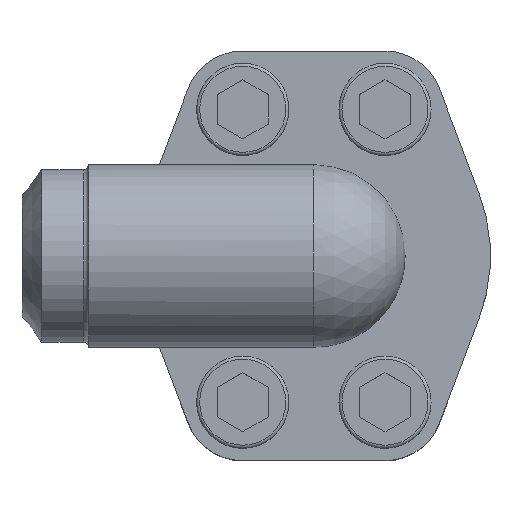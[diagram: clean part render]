
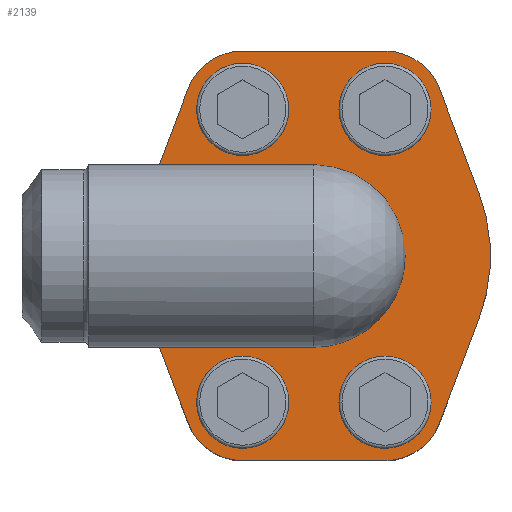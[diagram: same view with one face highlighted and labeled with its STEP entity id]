
A CAD part, top view. The second image highlights one B-rep face of the part: STEP entity #2139.
In plain terms, the highlighted planar face has unit normal (0, 0, 1).
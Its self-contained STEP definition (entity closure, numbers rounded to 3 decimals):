
#52=LINE('',#2972,#152);
#53=LINE('',#2974,#153);
#54=LINE('',#2978,#154);
#55=LINE('',#2982,#155);
#56=LINE('',#2986,#156);
#57=LINE('',#2990,#157);
#58=LINE('',#2994,#158);
#59=LINE('',#2996,#159);
#152=VECTOR('',#2492,1000.);
#153=VECTOR('',#2493,1000.);
#154=VECTOR('',#2496,1000.);
#155=VECTOR('',#2499,1000.);
#156=VECTOR('',#2502,1000.);
#157=VECTOR('',#2505,1000.);
#158=VECTOR('',#2508,1000.);
#159=VECTOR('',#2509,1000.);
#246=PLANE('',#2267);
#333=ORIENTED_EDGE('',*,*,#687,.F.);
#334=ORIENTED_EDGE('',*,*,#688,.F.);
#335=ORIENTED_EDGE('',*,*,#689,.F.);
#336=ORIENTED_EDGE('',*,*,#690,.F.);
#337=ORIENTED_EDGE('',*,*,#691,.F.);
#338=ORIENTED_EDGE('',*,*,#692,.T.);
#339=ORIENTED_EDGE('',*,*,#693,.T.);
#340=ORIENTED_EDGE('',*,*,#694,.T.);
#341=ORIENTED_EDGE('',*,*,#695,.T.);
#342=ORIENTED_EDGE('',*,*,#696,.T.);
#343=ORIENTED_EDGE('',*,*,#697,.T.);
#344=ORIENTED_EDGE('',*,*,#698,.T.);
#345=ORIENTED_EDGE('',*,*,#699,.T.);
#346=ORIENTED_EDGE('',*,*,#700,.T.);
#347=ORIENTED_EDGE('',*,*,#701,.T.);
#348=ORIENTED_EDGE('',*,*,#702,.T.);
#349=ORIENTED_EDGE('',*,*,#703,.T.);
#350=ORIENTED_EDGE('',*,*,#704,.T.);
#687=EDGE_CURVE('',#865,#865,#994,.T.);
#688=EDGE_CURVE('',#866,#866,#995,.T.);
#689=EDGE_CURVE('',#867,#867,#996,.T.);
#690=EDGE_CURVE('',#868,#868,#997,.T.);
#691=EDGE_CURVE('',#869,#870,#998,.T.);
#692=EDGE_CURVE('',#869,#871,#52,.F.);
#693=EDGE_CURVE('',#871,#872,#53,.T.);
#694=EDGE_CURVE('',#872,#873,#999,.T.);
#695=EDGE_CURVE('',#873,#874,#54,.T.);
#696=EDGE_CURVE('',#874,#875,#1000,.T.);
#697=EDGE_CURVE('',#875,#876,#55,.T.);
#698=EDGE_CURVE('',#876,#877,#1001,.T.);
#699=EDGE_CURVE('',#877,#878,#56,.T.);
#700=EDGE_CURVE('',#878,#879,#1002,.T.);
#701=EDGE_CURVE('',#879,#880,#57,.T.);
#702=EDGE_CURVE('',#880,#881,#1003,.T.);
#703=EDGE_CURVE('',#881,#882,#58,.T.);
#704=EDGE_CURVE('',#882,#870,#59,.T.);
#865=VERTEX_POINT('',#2962);
#866=VERTEX_POINT('',#2964);
#867=VERTEX_POINT('',#2966);
#868=VERTEX_POINT('',#2968);
#869=VERTEX_POINT('',#2970);
#870=VERTEX_POINT('',#2971);
#871=VERTEX_POINT('',#2973);
#872=VERTEX_POINT('',#2975);
#873=VERTEX_POINT('',#2977);
#874=VERTEX_POINT('',#2979);
#875=VERTEX_POINT('',#2981);
#876=VERTEX_POINT('',#2983);
#877=VERTEX_POINT('',#2985);
#878=VERTEX_POINT('',#2987);
#879=VERTEX_POINT('',#2989);
#880=VERTEX_POINT('',#2991);
#881=VERTEX_POINT('',#2993);
#882=VERTEX_POINT('',#2995);
#994=CIRCLE('',#2268,9.);
#995=CIRCLE('',#2269,9.);
#996=CIRCLE('',#2270,9.);
#997=CIRCLE('',#2271,9.);
#998=CIRCLE('',#2272,16.85);
#999=CIRCLE('',#2273,11.4);
#1000=CIRCLE('',#2274,11.4);
#1001=CIRCLE('',#2275,34.5);
#1002=CIRCLE('',#2276,11.4);
#1003=CIRCLE('',#2277,11.4);
#1065=EDGE_LOOP('',(#333));
#1066=EDGE_LOOP('',(#334));
#1067=EDGE_LOOP('',(#335));
#1068=EDGE_LOOP('',(#336));
#1069=EDGE_LOOP('',(#337,#338,#339,#340,#341,#342,#343,#344,#345,#346,#347,
#348,#349,#350));
#1230=FACE_BOUND('',#1065,.T.);
#1231=FACE_BOUND('',#1066,.T.);
#1232=FACE_BOUND('',#1067,.T.);
#1233=FACE_BOUND('',#1068,.T.);
#1234=FACE_BOUND('',#1069,.T.);
#2139=ADVANCED_FACE('',(#1230,#1231,#1232,#1233,#1234),#246,.T.);
#2267=AXIS2_PLACEMENT_3D('',#2960,#2480,#2481);
#2268=AXIS2_PLACEMENT_3D('',#2961,#2482,#2483);
#2269=AXIS2_PLACEMENT_3D('',#2963,#2484,#2485);
#2270=AXIS2_PLACEMENT_3D('',#2965,#2486,#2487);
#2271=AXIS2_PLACEMENT_3D('',#2967,#2488,#2489);
#2272=AXIS2_PLACEMENT_3D('',#2969,#2490,#2491);
#2273=AXIS2_PLACEMENT_3D('',#2976,#2494,#2495);
#2274=AXIS2_PLACEMENT_3D('',#2980,#2497,#2498);
#2275=AXIS2_PLACEMENT_3D('',#2984,#2500,#2501);
#2276=AXIS2_PLACEMENT_3D('',#2988,#2503,#2504);
#2277=AXIS2_PLACEMENT_3D('',#2992,#2506,#2507);
#2480=DIRECTION('',(0.,0.,1.));
#2481=DIRECTION('',(1.,0.,0.));
#2482=DIRECTION('',(0.,0.,1.));
#2483=DIRECTION('',(1.,0.,0.));
#2484=DIRECTION('',(0.,0.,1.));
#2485=DIRECTION('',(1.,0.,0.));
#2486=DIRECTION('',(0.,0.,1.));
#2487=DIRECTION('',(1.,0.,0.));
#2488=DIRECTION('',(0.,0.,1.));
#2489=DIRECTION('',(1.,0.,0.));
#2490=DIRECTION('',(0.,0.,1.));
#2491=DIRECTION('',(1.,0.,0.));
#2492=DIRECTION('',(1.,0.,0.));
#2493=DIRECTION('',(0.353,-0.936,0.));
#2494=DIRECTION('',(0.,0.,1.));
#2495=DIRECTION('',(1.,0.,0.));
#2496=DIRECTION('',(1.,0.,0.));
#2497=DIRECTION('',(0.,0.,1.));
#2498=DIRECTION('',(1.,0.,0.));
#2499=DIRECTION('',(0.353,0.936,0.));
#2500=DIRECTION('',(0.,0.,1.));
#2501=DIRECTION('',(1.,0.,0.));
#2502=DIRECTION('',(-0.353,0.936,0.));
#2503=DIRECTION('',(0.,0.,1.));
#2504=DIRECTION('',(1.,0.,0.));
#2505=DIRECTION('',(-1.,0.,0.));
#2506=DIRECTION('',(0.,0.,1.));
#2507=DIRECTION('',(1.,0.,0.));
#2508=DIRECTION('',(-0.353,-0.936,0.));
#2509=DIRECTION('',(1.,0.,0.));
#2960=CARTESIAN_POINT('',(0.,0.,24.));
#2961=CARTESIAN_POINT('',(13.9,-28.6,24.));
#2962=CARTESIAN_POINT('',(22.9,-28.6,24.));
#2963=CARTESIAN_POINT('',(-13.9,-28.6,24.));
#2964=CARTESIAN_POINT('',(-4.9,-28.6,24.));
#2965=CARTESIAN_POINT('',(-13.9,28.6,24.));
#2966=CARTESIAN_POINT('',(-4.9,28.6,24.));
#2967=CARTESIAN_POINT('',(13.9,28.6,24.));
#2968=CARTESIAN_POINT('',(22.9,28.6,24.));
#2969=CARTESIAN_POINT('',(0.,0.,24.));
#2970=CARTESIAN_POINT('',(-1.14,-16.811,24.));
#2971=CARTESIAN_POINT('',(-1.14,16.811,24.));
#2972=CARTESIAN_POINT('',(0.,-16.811,24.));
#2973=CARTESIAN_POINT('',(-30.531,-16.811,24.));
#2974=CARTESIAN_POINT('',(-32.28,-12.177,24.));
#2975=CARTESIAN_POINT('',(-24.566,-32.624,24.));
#2976=CARTESIAN_POINT('',(-13.9,-28.6,24.));
#2977=CARTESIAN_POINT('',(-13.9,-40.,24.));
#2978=CARTESIAN_POINT('',(-13.9,-40.,24.));
#2979=CARTESIAN_POINT('',(13.9,-40.,24.));
#2980=CARTESIAN_POINT('',(13.9,-28.6,24.));
#2981=CARTESIAN_POINT('',(24.566,-32.624,24.));
#2982=CARTESIAN_POINT('',(24.566,-32.624,24.));
#2983=CARTESIAN_POINT('',(32.28,-12.177,24.));
#2984=CARTESIAN_POINT('',(0.,0.,24.));
#2985=CARTESIAN_POINT('',(32.28,12.177,24.));
#2986=CARTESIAN_POINT('',(32.28,12.177,24.));
#2987=CARTESIAN_POINT('',(24.566,32.624,24.));
#2988=CARTESIAN_POINT('',(13.9,28.6,24.));
#2989=CARTESIAN_POINT('',(13.9,40.,24.));
#2990=CARTESIAN_POINT('',(13.9,40.,24.));
#2991=CARTESIAN_POINT('',(-13.9,40.,24.));
#2992=CARTESIAN_POINT('',(-13.9,28.6,24.));
#2993=CARTESIAN_POINT('',(-24.566,32.624,24.));
#2994=CARTESIAN_POINT('',(-24.566,32.624,24.));
#2995=CARTESIAN_POINT('',(-30.531,16.811,24.));
#2996=CARTESIAN_POINT('',(0.,16.811,24.));
